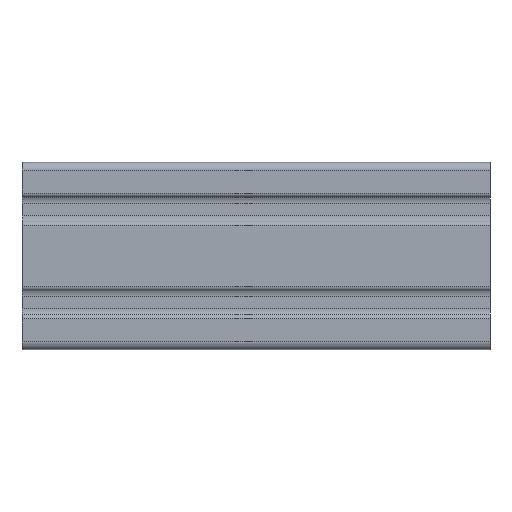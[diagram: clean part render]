
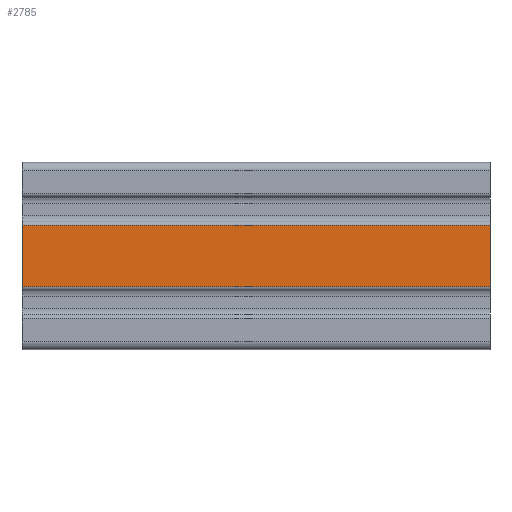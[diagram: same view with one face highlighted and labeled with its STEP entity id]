
A CAD part, front view. The second image highlights one B-rep face of the part: STEP entity #2785.
In plain terms, the highlighted planar face has unit normal (0, -1, 0).
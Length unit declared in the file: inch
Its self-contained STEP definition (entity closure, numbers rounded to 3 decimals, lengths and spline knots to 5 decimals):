
#134 = CARTESIAN_POINT ( 'NONE',  ( 0., -1., 0.3285 ) ) ;
#241 = VECTOR ( 'NONE', #942, 39.37008 ) ;
#256 = PLANE ( 'NONE',  #1685 ) ;
#355 = CARTESIAN_POINT ( 'NONE',  ( -5., -1., -0.3285 ) ) ;
#471 = CARTESIAN_POINT ( 'NONE',  ( -5., -1., 0.3285 ) ) ;
#580 = ORIENTED_EDGE ( 'NONE', *, *, #4346, .F. ) ;
#762 = CARTESIAN_POINT ( 'NONE',  ( 0., -1., -0.3285 ) ) ;
#930 = LINE ( 'NONE', #355, #3887 ) ;
#942 = DIRECTION ( 'NONE',  ( 0., 0., -1. ) ) ;
#1181 = EDGE_CURVE ( 'NONE', #2377, #1887, #1615, .T. ) ;
#1502 = VECTOR ( 'NONE', #4858, 39.37008 ) ;
#1531 = CARTESIAN_POINT ( 'NONE',  ( -5., -1., 0.3285 ) ) ;
#1615 = LINE ( 'NONE', #4893, #1502 ) ;
#1685 = AXIS2_PLACEMENT_3D ( 'NONE', #471, #3312, #4708 ) ;
#1887 = VERTEX_POINT ( 'NONE', #3311 ) ;
#1949 = DIRECTION ( 'NONE',  ( 1., 0., 0. ) ) ;
#1967 = CARTESIAN_POINT ( 'NONE',  ( -5., -1., 0.3285 ) ) ;
#1994 = VECTOR ( 'NONE', #1949, 39.37008 ) ;
#2233 = ORIENTED_EDGE ( 'NONE', *, *, #3610, .F. ) ;
#2372 = VERTEX_POINT ( 'NONE', #762 ) ;
#2377 = VERTEX_POINT ( 'NONE', #1531 ) ;
#2476 = LINE ( 'NONE', #134, #241 ) ;
#2697 = FACE_OUTER_BOUND ( 'NONE', #4988, .T. ) ;
#2713 = DIRECTION ( 'NONE',  ( 1., 0., 0. ) ) ;
#2785 = ADVANCED_FACE ( 'NONE', ( #2697 ), #256, .T. ) ;
#3001 = LINE ( 'NONE', #1967, #1994 ) ;
#3311 = CARTESIAN_POINT ( 'NONE',  ( -5., -1., -0.3285 ) ) ;
#3312 = DIRECTION ( 'NONE',  ( 0., -1., 0. ) ) ;
#3398 = ORIENTED_EDGE ( 'NONE', *, *, #1181, .T. ) ;
#3510 = ORIENTED_EDGE ( 'NONE', *, *, #4354, .T. ) ;
#3610 = EDGE_CURVE ( 'NONE', #3690, #2372, #2476, .T. ) ;
#3690 = VERTEX_POINT ( 'NONE', #3912 ) ;
#3887 = VECTOR ( 'NONE', #2713, 39.37008 ) ;
#3912 = CARTESIAN_POINT ( 'NONE',  ( 0., -1., 0.3285 ) ) ;
#4346 = EDGE_CURVE ( 'NONE', #2377, #3690, #3001, .T. ) ;
#4354 = EDGE_CURVE ( 'NONE', #1887, #2372, #930, .T. ) ;
#4708 = DIRECTION ( 'NONE',  ( 0., 0., -1. ) ) ;
#4858 = DIRECTION ( 'NONE',  ( 0., 0., -1. ) ) ;
#4893 = CARTESIAN_POINT ( 'NONE',  ( -5., -1., 0.3285 ) ) ;
#4988 = EDGE_LOOP ( 'NONE', ( #2233, #580, #3398, #3510 ) ) ;
